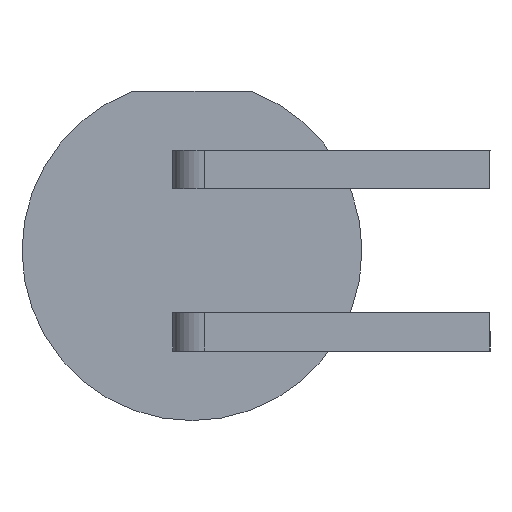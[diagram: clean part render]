
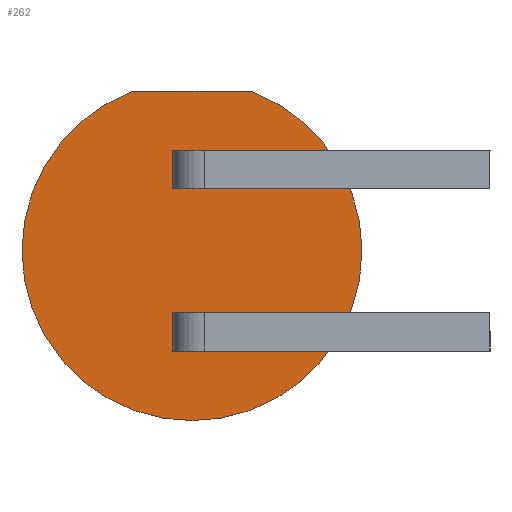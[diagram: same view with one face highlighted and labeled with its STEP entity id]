
A CAD part, front view. The second image highlights one B-rep face of the part: STEP entity #262.
In plain terms, the highlighted planar face has unit normal (0, -1, 0).
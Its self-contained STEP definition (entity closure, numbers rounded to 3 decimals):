
#7 = CARTESIAN_POINT ( 'NONE',  ( 0.93, 0., 2.49 ) ) ;
#12 = DIRECTION ( 'NONE',  ( 0., 0., 1. ) ) ;
#15 = EDGE_LOOP ( 'NONE', ( #742, #70, #298, #112 ) ) ;
#22 = CARTESIAN_POINT ( 'NONE',  ( -0.3, 0., 0.97 ) ) ;
#25 = DIRECTION ( 'NONE',  ( -1., 0., 0. ) ) ;
#29 = PLANE ( 'NONE',  #209 ) ;
#30 = AXIS2_PLACEMENT_3D ( 'NONE', #377, #534, #653 ) ;
#43 = CARTESIAN_POINT ( 'NONE',  ( -0.93, 0., 2.49 ) ) ;
#62 = VERTEX_POINT ( 'NONE', #7 ) ;
#69 = LINE ( 'NONE', #883, #283 ) ;
#70 = ORIENTED_EDGE ( 'NONE', *, *, #450, .F. ) ;
#84 = CARTESIAN_POINT ( 'NONE',  ( -0.3, 0., -1.57 ) ) ;
#105 = AXIS2_PLACEMENT_3D ( 'NONE', #106, #594, #25 ) ;
#106 = CARTESIAN_POINT ( 'NONE',  ( 0., 0., 0. ) ) ;
#108 = VERTEX_POINT ( 'NONE', #22 ) ;
#112 = ORIENTED_EDGE ( 'NONE', *, *, #662, .F. ) ;
#121 = CIRCLE ( 'NONE', #875, 2.658 ) ;
#131 = CARTESIAN_POINT ( 'NONE',  ( 0.3, 0., 0.97 ) ) ;
#140 = DIRECTION ( 'NONE',  ( -1., 0., 0. ) ) ;
#152 = CARTESIAN_POINT ( 'NONE',  ( 0.3, 0., 1.57 ) ) ;
#170 = LINE ( 'NONE', #801, #658 ) ;
#171 = VERTEX_POINT ( 'NONE', #852 ) ;
#180 = DIRECTION ( 'NONE',  ( 1., 0., 0. ) ) ;
#188 = VERTEX_POINT ( 'NONE', #43 ) ;
#193 = EDGE_LOOP ( 'NONE', ( #587, #274, #582, #339 ) ) ;
#204 = VERTEX_POINT ( 'NONE', #247 ) ;
#206 = EDGE_CURVE ( 'NONE', #897, #856, #170, .T. ) ;
#209 = AXIS2_PLACEMENT_3D ( 'NONE', #310, #591, #244 ) ;
#211 = EDGE_LOOP ( 'NONE', ( #532, #651, #647, #529 ) ) ;
#227 = EDGE_CURVE ( 'NONE', #523, #383, #873, .T. ) ;
#240 = DIRECTION ( 'NONE',  ( -1., 0., 0. ) ) ;
#244 = DIRECTION ( 'NONE',  ( 1., 0., 0. ) ) ;
#247 = CARTESIAN_POINT ( 'NONE',  ( 0.3, 0., 0.97 ) ) ;
#251 = LINE ( 'NONE', #809, #660 ) ;
#262 = ADVANCED_FACE ( 'NONE', ( #657, #323, #460 ), #29, .T. ) ;
#265 = DIRECTION ( 'NONE',  ( 0., 1., 0. ) ) ;
#273 = DIRECTION ( 'NONE',  ( 1., 0., 0. ) ) ;
#274 = ORIENTED_EDGE ( 'NONE', *, *, #705, .F. ) ;
#283 = VECTOR ( 'NONE', #140, 1000. ) ;
#285 = LINE ( 'NONE', #84, #616 ) ;
#298 = ORIENTED_EDGE ( 'NONE', *, *, #206, .F. ) ;
#304 = CARTESIAN_POINT ( 'NONE',  ( 0., 0., 0. ) ) ;
#310 = CARTESIAN_POINT ( 'NONE',  ( 0., 0., 0. ) ) ;
#317 = LINE ( 'NONE', #526, #714 ) ;
#323 = FACE_BOUND ( 'NONE', #211, .T. ) ;
#330 = DIRECTION ( 'NONE',  ( 0., 0., 1. ) ) ;
#339 = ORIENTED_EDGE ( 'NONE', *, *, #688, .F. ) ;
#343 = CARTESIAN_POINT ( 'NONE',  ( 0.3, 0., -0.97 ) ) ;
#348 = CARTESIAN_POINT ( 'NONE',  ( -2.658, 0., 0. ) ) ;
#354 = VECTOR ( 'NONE', #330, 1000. ) ;
#361 = EDGE_CURVE ( 'NONE', #108, #204, #551, .T. ) ;
#377 = CARTESIAN_POINT ( 'NONE',  ( 0., 0., 0. ) ) ;
#383 = VERTEX_POINT ( 'NONE', #348 ) ;
#399 = CARTESIAN_POINT ( 'NONE',  ( 0.3, 0., -1.57 ) ) ;
#410 = EDGE_CURVE ( 'NONE', #171, #836, #69, .T. ) ;
#450 = EDGE_CURVE ( 'NONE', #856, #874, #285, .T. ) ;
#454 = VECTOR ( 'NONE', #273, 1000. ) ;
#460 = FACE_BOUND ( 'NONE', #15, .T. ) ;
#495 = LINE ( 'NONE', #152, #747 ) ;
#505 = DIRECTION ( 'NONE',  ( 1., 0., 0. ) ) ;
#516 = EDGE_CURVE ( 'NONE', #188, #62, #639, .T. ) ;
#518 = LINE ( 'NONE', #399, #354 ) ;
#523 = VERTEX_POINT ( 'NONE', #559 ) ;
#526 = CARTESIAN_POINT ( 'NONE',  ( -0.3, 0., 1.57 ) ) ;
#529 = ORIENTED_EDGE ( 'NONE', *, *, #546, .F. ) ;
#532 = ORIENTED_EDGE ( 'NONE', *, *, #361, .F. ) ;
#534 = DIRECTION ( 'NONE',  ( 0., 1., 0. ) ) ;
#546 = EDGE_CURVE ( 'NONE', #204, #171, #495, .T. ) ;
#551 = LINE ( 'NONE', #131, #454 ) ;
#559 = CARTESIAN_POINT ( 'NONE',  ( 2.658, 0., 0. ) ) ;
#572 = DIRECTION ( 'NONE',  ( 0., 0., -1. ) ) ;
#582 = ORIENTED_EDGE ( 'NONE', *, *, #227, .F. ) ;
#587 = ORIENTED_EDGE ( 'NONE', *, *, #516, .F. ) ;
#591 = DIRECTION ( 'NONE',  ( 0., -1., 0. ) ) ;
#594 = DIRECTION ( 'NONE',  ( 0., 1., 0. ) ) ;
#608 = CARTESIAN_POINT ( 'NONE',  ( -0.3, 0., 1.57 ) ) ;
#616 = VECTOR ( 'NONE', #572, 1000. ) ;
#639 = LINE ( 'NONE', #704, #729 ) ;
#647 = ORIENTED_EDGE ( 'NONE', *, *, #410, .F. ) ;
#651 = ORIENTED_EDGE ( 'NONE', *, *, #827, .F. ) ;
#653 = DIRECTION ( 'NONE',  ( -1., 0., 0. ) ) ;
#657 = FACE_OUTER_BOUND ( 'NONE', #193, .T. ) ;
#658 = VECTOR ( 'NONE', #811, 1000. ) ;
#660 = VECTOR ( 'NONE', #180, 1000. ) ;
#662 = EDGE_CURVE ( 'NONE', #684, #897, #518, .T. ) ;
#664 = DIRECTION ( 'NONE',  ( 0., 0., -1. ) ) ;
#684 = VERTEX_POINT ( 'NONE', #818 ) ;
#688 = EDGE_CURVE ( 'NONE', #62, #523, #121, .T. ) ;
#704 = CARTESIAN_POINT ( 'NONE',  ( -0.93, 0., 2.49 ) ) ;
#705 = EDGE_CURVE ( 'NONE', #383, #188, #778, .T. ) ;
#714 = VECTOR ( 'NONE', #664, 1000. ) ;
#729 = VECTOR ( 'NONE', #505, 1000. ) ;
#740 = CARTESIAN_POINT ( 'NONE',  ( -0.3, 0., -1.57 ) ) ;
#742 = ORIENTED_EDGE ( 'NONE', *, *, #859, .F. ) ;
#747 = VECTOR ( 'NONE', #12, 1000. ) ;
#778 = CIRCLE ( 'NONE', #30, 2.658 ) ;
#801 = CARTESIAN_POINT ( 'NONE',  ( 0.3, 0., -0.97 ) ) ;
#809 = CARTESIAN_POINT ( 'NONE',  ( 0.3, 0., -1.57 ) ) ;
#811 = DIRECTION ( 'NONE',  ( -1., 0., 0. ) ) ;
#818 = CARTESIAN_POINT ( 'NONE',  ( 0.3, 0., -1.57 ) ) ;
#827 = EDGE_CURVE ( 'NONE', #836, #108, #317, .T. ) ;
#836 = VERTEX_POINT ( 'NONE', #608 ) ;
#852 = CARTESIAN_POINT ( 'NONE',  ( 0.3, 0., 1.57 ) ) ;
#856 = VERTEX_POINT ( 'NONE', #871 ) ;
#859 = EDGE_CURVE ( 'NONE', #874, #684, #251, .T. ) ;
#871 = CARTESIAN_POINT ( 'NONE',  ( -0.3, 0., -0.97 ) ) ;
#873 = CIRCLE ( 'NONE', #105, 2.658 ) ;
#874 = VERTEX_POINT ( 'NONE', #740 ) ;
#875 = AXIS2_PLACEMENT_3D ( 'NONE', #304, #265, #240 ) ;
#883 = CARTESIAN_POINT ( 'NONE',  ( 0.3, 0., 1.57 ) ) ;
#897 = VERTEX_POINT ( 'NONE', #343 ) ;
